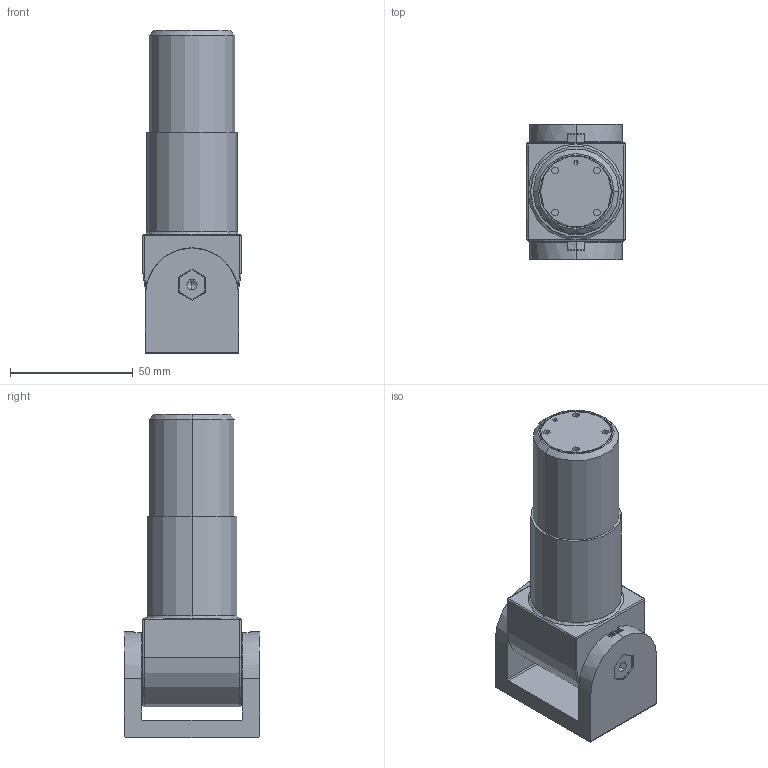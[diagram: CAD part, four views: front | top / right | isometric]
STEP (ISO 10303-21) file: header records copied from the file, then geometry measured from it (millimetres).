
FILE_DESCRIPTION (( 'STEP AP203' ), '1' );
FILE_NAME ('181-108-W.step', '2021-02-17T08:31:21', ( '' ), ( '' ), 'SwSTEP 2.0', 'SolidWorks 2018', '' );
FILE_SCHEMA (( 'CONFIG_CONTROL_DESIGN' ));
Length unit declared in the file: millimetre
Products named in the file (9): DIN-7991 M3-M10; Teil1; Teil2_181-108-W Teil2; Teil1_181-108-W Teil1; 181-108-W; DIN-7991 M3-M10_DIN7991 M6x14; Teil2
Assembly tree (7 placements, depth 2):
  Teil1
  181-108-W
    Teil1_181-108-W Teil1
    Teil2_181-108-W Teil2
    DIN-7991 M3-M10_DIN7991 M6x14  x2
  181-108-W
    DIN-7991 M3-M10
    Teil2
    DIN-7991 M3-M10
Bounding box: 40 x 55 x 131.5 mm (x, y, z)
Volume: 165493.7 mm3; surface area: 31665.1 mm2
Topology: 6 solids, 6 shells, 520 faces, 1266 edges, 801 vertices
Faces by surface type: plane 249, bspline 113, cylinder 88, cone 38, torus 28, sphere 4
Entity records: 21413 total; most frequent: CARTESIAN_POINT 9459, ORIENTED_EDGE 2398, DIRECTION 2021, EDGE_CURVE 1199, VERTEX_POINT 766, LINE 709, VECTOR 709, AXIS2_PLACEMENT_3D 656
